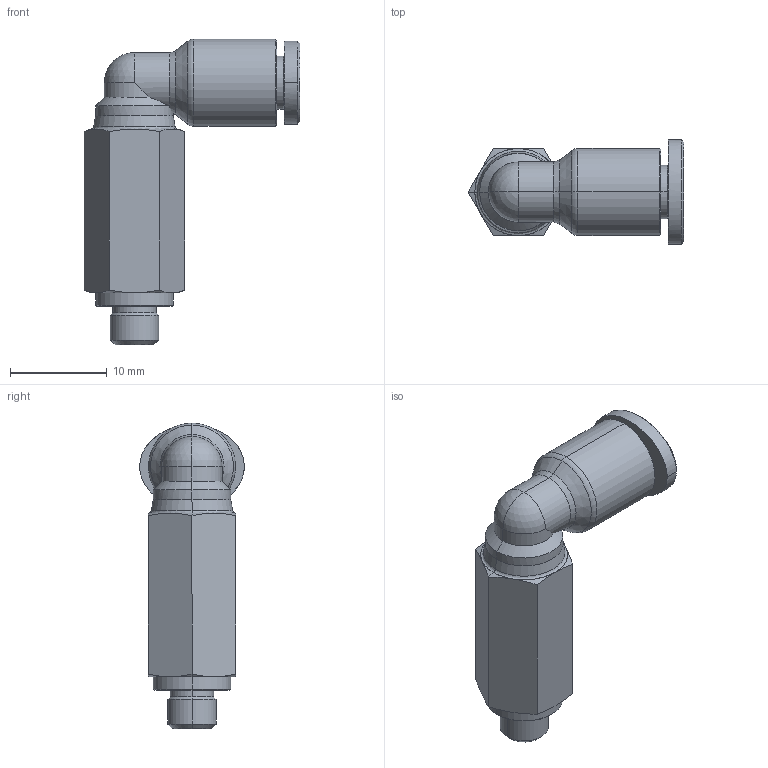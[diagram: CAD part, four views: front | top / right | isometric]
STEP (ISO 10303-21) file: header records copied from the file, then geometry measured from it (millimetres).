
FILE_DESCRIPTION((''),'2;1');
FILE_NAME('GPLL 04M5(3D).stp','2012-12-21T11:06:32',(''),(''),'Mechanical Desktop.R8.0.24.0','Mechanical Desktop.R8.0.24.0',', , ');
FILE_SCHEMA(('CONFIG_CONTROL_DESIGN'));
Length unit declared in the file: millimetre
Products named in the file (2): GPLL 04M5(3D); ºÎÇ°1
Assembly tree (1 placements, depth 2):
  GPLL 04M5(3D)
    ºÎÇ°1
Bounding box: 22.3 x 10.8 x 31.6 mm (x, y, z)
Volume: 2138.6 mm3; surface area: 1768.4 mm2
Topology: 1 solids, 1 shells, 458 faces, 1246 edges, 809 vertices
Faces by surface type: plane 353, cone 36, bspline 35, cylinder 30, torus 2, sphere 2
Entity records: 15272 total; most frequent: CARTESIAN_POINT 3711, ORIENTED_EDGE 2488, DIRECTION 2223, EDGE_CURVE 1244, VECTOR 1033, LINE 1033, VERTEX_POINT 809, AXIS2_PLACEMENT_3D 595
